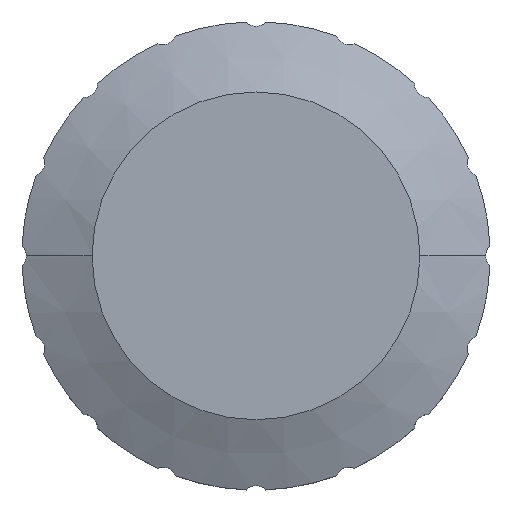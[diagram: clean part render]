
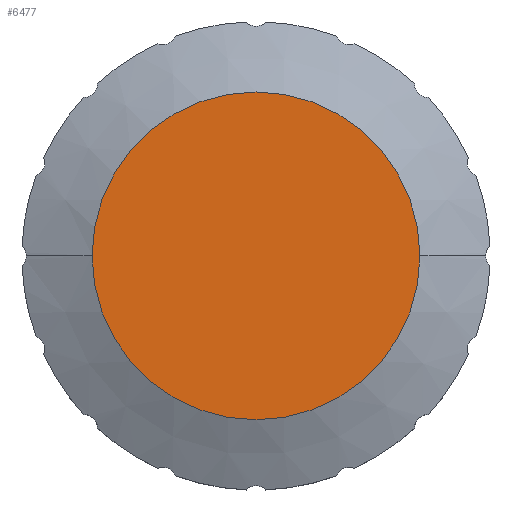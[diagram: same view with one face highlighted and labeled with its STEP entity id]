
A CAD part, top view. The second image highlights one B-rep face of the part: STEP entity #6477.
In plain terms, the highlighted planar face has unit normal (0, 0, 1).
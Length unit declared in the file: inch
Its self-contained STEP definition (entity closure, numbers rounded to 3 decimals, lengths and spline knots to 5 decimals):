
#206 = DIRECTION ( 'NONE',  ( 0., 0., 1. ) ) ;
#219 = ORIENTED_EDGE ( 'NONE', *, *, #3543, .T. ) ;
#296 = ORIENTED_EDGE ( 'NONE', *, *, #613, .T. ) ;
#355 = DIRECTION ( 'NONE',  ( 0., 0., 1. ) ) ;
#398 = CIRCLE ( 'NONE', #2944, 0.96457 ) ;
#613 = EDGE_CURVE ( 'NONE', #4045, #4351, #1352, .T. ) ;
#823 = CARTESIAN_POINT ( 'NONE',  ( 0., 0., 0. ) ) ;
#896 = DIRECTION ( 'NONE',  ( 1., 0., 0. ) ) ;
#1352 = CIRCLE ( 'NONE', #5197, 0.96457 ) ;
#1991 = CARTESIAN_POINT ( 'NONE',  ( -0.96457, 0., 0. ) ) ;
#2245 = CARTESIAN_POINT ( 'NONE',  ( 0.96457, 0., 0. ) ) ;
#2695 = EDGE_LOOP ( 'NONE', ( #296, #219 ) ) ;
#2807 = CARTESIAN_POINT ( 'NONE',  ( -0.48228, 0., 0. ) ) ;
#2937 = DIRECTION ( 'NONE',  ( 0., 0., 1. ) ) ;
#2944 = AXIS2_PLACEMENT_3D ( 'NONE', #6153, #355, #3083 ) ;
#3083 = DIRECTION ( 'NONE',  ( 0., 1., 0. ) ) ;
#3259 = AXIS2_PLACEMENT_3D ( 'NONE', #2807, #206, #896 ) ;
#3543 = EDGE_CURVE ( 'NONE', #4351, #4045, #398, .T. ) ;
#3799 = FACE_OUTER_BOUND ( 'NONE', #2695, .T. ) ;
#4045 = VERTEX_POINT ( 'NONE', #2245 ) ;
#4351 = VERTEX_POINT ( 'NONE', #1991 ) ;
#4867 = PLANE ( 'NONE',  #3259 ) ;
#5197 = AXIS2_PLACEMENT_3D ( 'NONE', #823, #2937, #6057 ) ;
#6057 = DIRECTION ( 'NONE',  ( 0., 1., 0. ) ) ;
#6153 = CARTESIAN_POINT ( 'NONE',  ( 0., 0., 0. ) ) ;
#6477 = ADVANCED_FACE ( 'NONE', ( #3799 ), #4867, .T. ) ;
